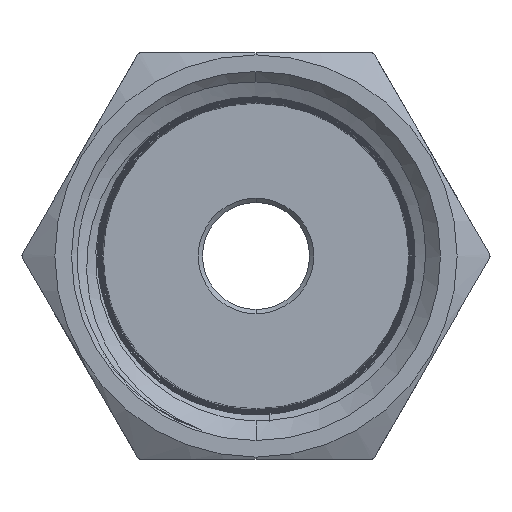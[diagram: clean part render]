
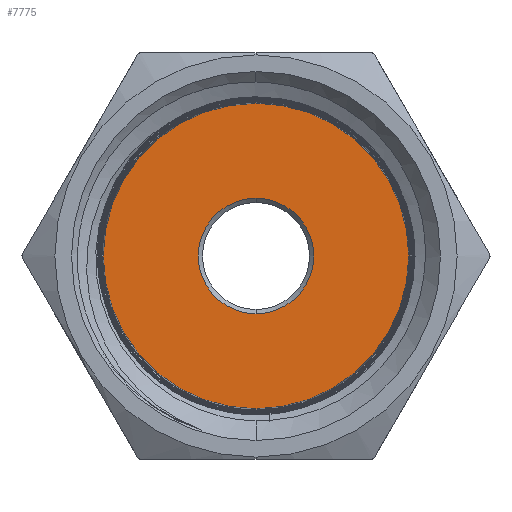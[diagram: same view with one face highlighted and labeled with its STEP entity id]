
A CAD part, front view. The second image highlights one B-rep face of the part: STEP entity #7775.
In plain terms, the highlighted planar face has unit normal (0, -1, 0).
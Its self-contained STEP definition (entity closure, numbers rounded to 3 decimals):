
#257 = FACE_OUTER_BOUND ( 'NONE', #13531, .T. ) ;
#943 = FACE_BOUND ( 'NONE', #7734, .T. ) ;
#948 = CARTESIAN_POINT ( 'NONE',  ( 0., -5.8, 0. ) ) ;
#1292 = ORIENTED_EDGE ( 'NONE', *, *, #3152, .T. ) ;
#2115 = DIRECTION ( 'NONE',  ( 1., 0., 0. ) ) ;
#3152 = EDGE_CURVE ( 'NONE', #3806, #13496, #4338, .T. ) ;
#3232 = CARTESIAN_POINT ( 'NONE',  ( 0., -5.8, -2.7 ) ) ;
#3357 = DIRECTION ( 'NONE',  ( 0., -1., 0. ) ) ;
#3806 = VERTEX_POINT ( 'NONE', #8550 ) ;
#4134 = CIRCLE ( 'NONE', #14265, 7.141 ) ;
#4184 = CIRCLE ( 'NONE', #14859, 2.7 ) ;
#4338 = CIRCLE ( 'NONE', #4551, 7.141 ) ;
#4509 = EDGE_CURVE ( 'NONE', #13496, #3806, #4134, .T. ) ;
#4551 = AXIS2_PLACEMENT_3D ( 'NONE', #948, #8991, #2115 ) ;
#5134 = EDGE_CURVE ( 'NONE', #8191, #9775, #11333, .T. ) ;
#5484 = DIRECTION ( 'NONE',  ( 0., -1., 0. ) ) ;
#5852 = CARTESIAN_POINT ( 'NONE',  ( 0., -5.8, 0. ) ) ;
#5874 = DIRECTION ( 'NONE',  ( 0., 1., 0. ) ) ;
#6973 = AXIS2_PLACEMENT_3D ( 'NONE', #12740, #5874, #13897 ) ;
#7005 = DIRECTION ( 'NONE',  ( 0., 0., -1. ) ) ;
#7298 = ORIENTED_EDGE ( 'NONE', *, *, #5134, .T. ) ;
#7734 = EDGE_LOOP ( 'NONE', ( #7298, #14089 ) ) ;
#7775 = ADVANCED_FACE ( 'NONE', ( #943, #257 ), #13557, .T. ) ;
#7848 = DIRECTION ( 'NONE',  ( 0., 0., -1. ) ) ;
#8191 = VERTEX_POINT ( 'NONE', #3232 ) ;
#8252 = CARTESIAN_POINT ( 'NONE',  ( -7.141, -5.8, 0. ) ) ;
#8550 = CARTESIAN_POINT ( 'NONE',  ( 7.141, -5.8, 0. ) ) ;
#8931 = EDGE_CURVE ( 'NONE', #9775, #8191, #4184, .T. ) ;
#8991 = DIRECTION ( 'NONE',  ( 0., -1., 0. ) ) ;
#9775 = VERTEX_POINT ( 'NONE', #10223 ) ;
#10223 = CARTESIAN_POINT ( 'NONE',  ( 0., -5.8, 2.7 ) ) ;
#10254 = CARTESIAN_POINT ( 'NONE',  ( 0., -5.8, 0. ) ) ;
#11333 = CIRCLE ( 'NONE', #6973, 2.7 ) ;
#11370 = ORIENTED_EDGE ( 'NONE', *, *, #4509, .T. ) ;
#11435 = DIRECTION ( 'NONE',  ( 1., 0., 0. ) ) ;
#12740 = CARTESIAN_POINT ( 'NONE',  ( 0., -5.8, 0. ) ) ;
#13496 = VERTEX_POINT ( 'NONE', #8252 ) ;
#13531 = EDGE_LOOP ( 'NONE', ( #1292, #11370 ) ) ;
#13557 = PLANE ( 'NONE',  #14197 ) ;
#13873 = DIRECTION ( 'NONE',  ( 0., 1., 0. ) ) ;
#13897 = DIRECTION ( 'NONE',  ( 0., 0., -1. ) ) ;
#14089 = ORIENTED_EDGE ( 'NONE', *, *, #8931, .T. ) ;
#14197 = AXIS2_PLACEMENT_3D ( 'NONE', #14698, #5484, #7848 ) ;
#14265 = AXIS2_PLACEMENT_3D ( 'NONE', #10254, #3357, #11435 ) ;
#14698 = CARTESIAN_POINT ( 'NONE',  ( 0., -5.8, 0. ) ) ;
#14859 = AXIS2_PLACEMENT_3D ( 'NONE', #5852, #13873, #7005 ) ;
